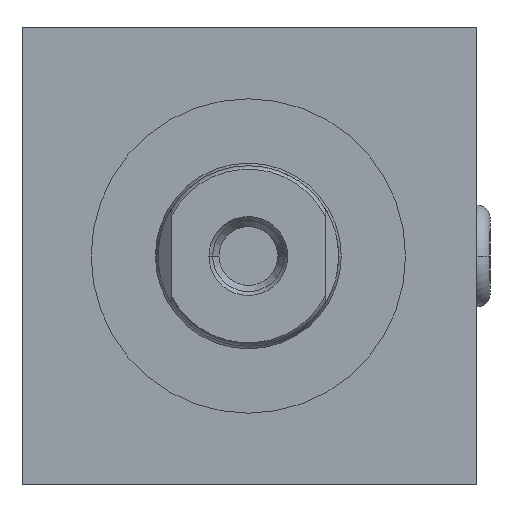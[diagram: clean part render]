
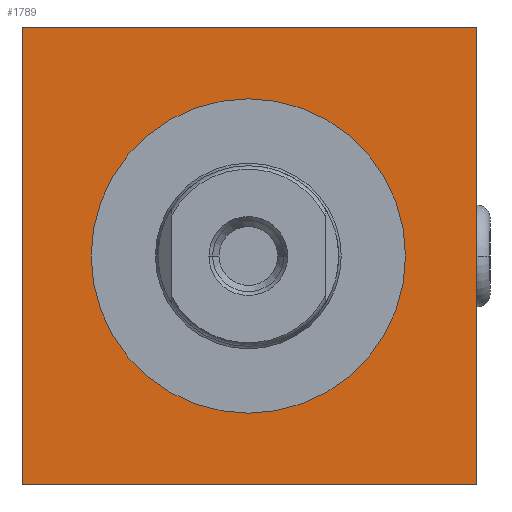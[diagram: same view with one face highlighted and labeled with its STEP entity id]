
A CAD part, left-side view. The second image highlights one B-rep face of the part: STEP entity #1789.
In plain terms, the highlighted planar face has unit normal (-1, 0, 0).
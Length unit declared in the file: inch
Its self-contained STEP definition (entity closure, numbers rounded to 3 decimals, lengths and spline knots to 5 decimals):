
#18=DIRECTION('',(0.,-1.,0.));
#19=VECTOR('',#18,1.99);
#20=CARTESIAN_POINT('',(0.,0.99,1.));
#21=LINE('',#20,#19);
#26=DIRECTION('',(0.,0.,-1.));
#27=VECTOR('',#26,2.);
#28=CARTESIAN_POINT('',(0.,-1.,1.));
#29=LINE('',#28,#27);
#33=DIRECTION('',(0.,1.,0.));
#34=VECTOR('',#33,1.99);
#35=CARTESIAN_POINT('',(0.,-1.,-1.));
#36=LINE('',#35,#34);
#40=DIRECTION('',(0.,0.,1.));
#41=VECTOR('',#40,2.);
#42=CARTESIAN_POINT('',(0.,0.99,-1.));
#43=LINE('',#42,#41);
#47=CARTESIAN_POINT('',(0.,0.,0.));
#48=DIRECTION('',(-1.,0.,0.));
#49=DIRECTION('',(0.,0.,1.));
#50=AXIS2_PLACEMENT_3D('',#47,#48,#49);
#55=CARTESIAN_POINT('',(0.,0.,0.));
#56=DIRECTION('',(-1.,0.,0.));
#57=DIRECTION('',(0.,0.,-1.));
#58=AXIS2_PLACEMENT_3D('',#55,#56,#57);
#1523=CARTESIAN_POINT('',(0.,0.99,1.));
#1524=CARTESIAN_POINT('',(0.,-1.,1.));
#1525=VERTEX_POINT('',#1523);
#1526=VERTEX_POINT('',#1524);
#1527=CARTESIAN_POINT('',(0.,-1.,-1.));
#1528=VERTEX_POINT('',#1527);
#1529=CARTESIAN_POINT('',(0.,0.99,-1.));
#1530=VERTEX_POINT('',#1529);
#1611=CARTESIAN_POINT('',(0.,0.,0.6875));
#1612=CARTESIAN_POINT('',(0.,0.,-0.6875));
#1613=VERTEX_POINT('',#1611);
#1614=VERTEX_POINT('',#1612);
#1768=CARTESIAN_POINT('',(0.,0.,0.));
#1769=DIRECTION('',(1.,0.,0.));
#1770=DIRECTION('',(0.,0.,-1.));
#1771=AXIS2_PLACEMENT_3D('',#1768,#1769,#1770);
#1772=PLANE('',#1771);
#1774=ORIENTED_EDGE('',*,*,#1773,.T.);
#1776=ORIENTED_EDGE('',*,*,#1775,.T.);
#1778=ORIENTED_EDGE('',*,*,#1777,.T.);
#1780=ORIENTED_EDGE('',*,*,#1779,.T.);
#1781=EDGE_LOOP('',(#1774,#1776,#1778,#1780));
#1782=FACE_OUTER_BOUND('',#1781,.F.);
#1784=ORIENTED_EDGE('',*,*,#1783,.T.);
#1786=ORIENTED_EDGE('',*,*,#1785,.T.);
#1787=EDGE_LOOP('',(#1784,#1786));
#1788=FACE_BOUND('',#1787,.F.);
#51=CIRCLE('',#50,0.6875);
#59=CIRCLE('',#58,0.6875);
#1773=EDGE_CURVE('',#1525,#1526,#21,.T.);
#1775=EDGE_CURVE('',#1526,#1528,#29,.T.);
#1777=EDGE_CURVE('',#1528,#1530,#36,.T.);
#1779=EDGE_CURVE('',#1530,#1525,#43,.T.);
#1783=EDGE_CURVE('',#1613,#1614,#51,.T.);
#1785=EDGE_CURVE('',#1614,#1613,#59,.T.);
#1789=ADVANCED_FACE('',(#1782,#1788),#1772,.F.);
